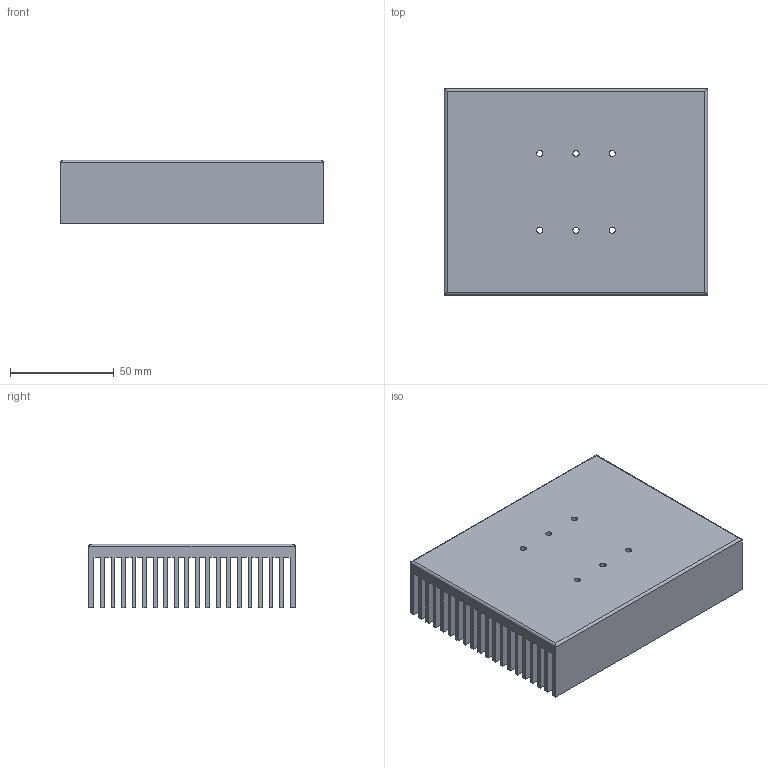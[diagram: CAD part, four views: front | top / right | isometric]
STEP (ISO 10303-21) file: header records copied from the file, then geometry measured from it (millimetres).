
FILE_DESCRIPTION((''),'2;1');
FILE_NAME('001_HS_SERIES','2020-06-20T',('SYSTEM'),(''),'PRO/ENGINEER BY PARAMETRIC TECHNOLOGY CORPORATION, 2016360','PRO/ENGINEER BY PARAMETRIC TECHNOLOGY CORPORATION, 2016360','');
FILE_SCHEMA(('AUTOMOTIVE_DESIGN { 1 0 10303 214 1 1 1 1 }'));
Length unit declared in the file: inch
Products named in the file (1): 001_HS_SERIES
Bounding box: 127 x 99.67 x 30.73 mm (x, y, z)
Volume: 193732.3 mm3; surface area: 154194.4 mm2
Topology: 1 solids, 1 shells, 104 faces, 320 edges, 212 vertices
Faces by surface type: plane 88, cylinder 16
Entity records: 4708 total; most frequent: CARTESIAN_POINT 670, ORIENTED_EDGE 640, DIRECTION 560, PRESENTATION_STYLE_ASSIGNMENT 321, STYLED_ITEM 321, CURVE_STYLE 320, EDGE_CURVE 320, VECTOR 280
